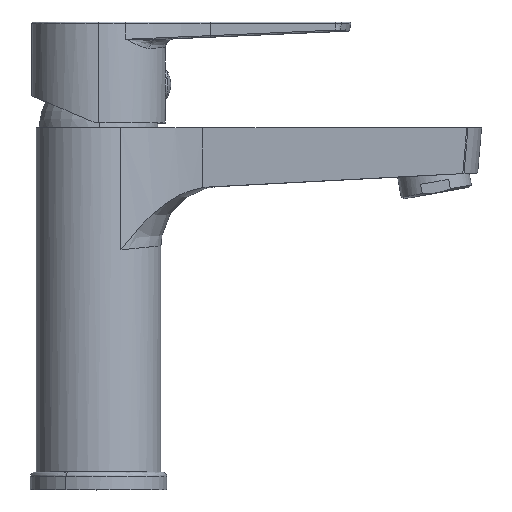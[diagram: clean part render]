
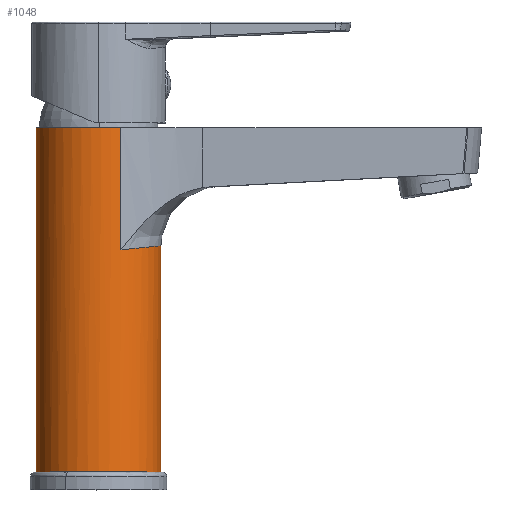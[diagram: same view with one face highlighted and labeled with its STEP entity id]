
A CAD part, top view. The second image highlights one B-rep face of the part: STEP entity #1048.
In plain terms, the highlighted cylindrical face has radius 21 mm (diameter 42 mm), a partial arc.
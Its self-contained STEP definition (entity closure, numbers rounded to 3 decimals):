
#26 = ORIENTED_EDGE ( 'NONE', *, *, #4986, .T. ) ;
#105 = CARTESIAN_POINT ( 'NONE',  ( 17.569, 107.865, 11.505 ) ) ;
#176 = CARTESIAN_POINT ( 'NONE',  ( 13.025, 107.4, 16.473 ) ) ;
#251 = CARTESIAN_POINT ( 'NONE',  ( 7.521, 106.837, 19.607 ) ) ;
#425 = VERTEX_POINT ( 'NONE', #13087 ) ;
#480 = DIRECTION ( 'NONE',  ( -1., 0., 0. ) ) ;
#538 = DIRECTION ( 'NONE',  ( 0., -1., 0. ) ) ;
#621 = VERTEX_POINT ( 'NONE', #5039 ) ;
#910 = CYLINDRICAL_SURFACE ( 'NONE', #13639, 21. ) ;
#1048 = ADVANCED_FACE ( 'NONE', ( #4229 ), #910, .T. ) ;
#1211 = CARTESIAN_POINT ( 'NONE',  ( 20.41, 108.155, 4.952 ) ) ;
#1425 = CARTESIAN_POINT ( 'NONE',  ( 7.521, 148., 19.607 ) ) ;
#1495 = CARTESIAN_POINT ( 'NONE',  ( 17.824, 107.891, 11.11 ) ) ;
#1920 = EDGE_CURVE ( 'NONE', #6825, #621, #7371, .T. ) ;
#2384 = CARTESIAN_POINT ( 'NONE',  ( 13.092, 107.407, 16.419 ) ) ;
#2537 = CARTESIAN_POINT ( 'NONE',  ( 17.314, 107.839, 11.884 ) ) ;
#2605 = CARTESIAN_POINT ( 'NONE',  ( 13.842, 107.483, 15.795 ) ) ;
#2699 = LINE ( 'NONE', #8566, #8874 ) ;
#3094 = EDGE_CURVE ( 'NONE', #621, #425, #12295, .T. ) ;
#3205 = CARTESIAN_POINT ( 'NONE',  ( 21., 108.216, 0. ) ) ;
#3425 = CARTESIAN_POINT ( 'NONE',  ( 21., 108.216, 1.046 ) ) ;
#3431 = VERTEX_POINT ( 'NONE', #4865 ) ;
#3500 = CARTESIAN_POINT ( 'NONE',  ( 19.369, 108.049, 8.182 ) ) ;
#3522 = EDGE_LOOP ( 'NONE', ( #8848, #5730, #12849, #26, #10085, #12924 ) ) ;
#3566 = CARTESIAN_POINT ( 'NONE',  ( 17.343, 107.842, 11.841 ) ) ;
#3710 = CARTESIAN_POINT ( 'NONE',  ( 9.586, 107.048, 18.714 ) ) ;
#3776 = LINE ( 'NONE', #1425, #11384 ) ;
#4073 = AXIS2_PLACEMENT_3D ( 'NONE', #4594, #8116, #11337 ) ;
#4229 = FACE_OUTER_BOUND ( 'NONE', #3522, .T. ) ;
#4303 = CARTESIAN_POINT ( 'NONE',  ( 20.685, 108.184, 3.659 ) ) ;
#4376 = CARTESIAN_POINT ( 'NONE',  ( 20.132, 108.127, 5.975 ) ) ;
#4535 = VERTEX_POINT ( 'NONE', #9780 ) ;
#4588 = CARTESIAN_POINT ( 'NONE',  ( 16.736, 107.78, 12.724 ) ) ;
#4594 = CARTESIAN_POINT ( 'NONE',  ( 0., 32., 0. ) ) ;
#4620 = CARTESIAN_POINT ( 'NONE',  ( 7.521, 106.837, 19.607 ) ) ;
#4731 = CARTESIAN_POINT ( 'NONE',  ( 18.433, 107.953, 10.075 ) ) ;
#4805 = CARTESIAN_POINT ( 'NONE',  ( 14.045, 107.504, 15.615 ) ) ;
#4865 = CARTESIAN_POINT ( 'NONE',  ( 21., 108.216, 0. ) ) ;
#4986 = EDGE_CURVE ( 'NONE', #4535, #6825, #9705, .T. ) ;
#5039 = CARTESIAN_POINT ( 'NONE',  ( -21., 32., 0. ) ) ;
#5280 = CARTESIAN_POINT ( 'NONE',  ( -21., 148., 0. ) ) ;
#5730 = ORIENTED_EDGE ( 'NONE', *, *, #9537, .T. ) ;
#5901 = CARTESIAN_POINT ( 'NONE',  ( 13.011, 107.398, 16.484 ) ) ;
#5971 = CARTESIAN_POINT ( 'NONE',  ( 19.75, 108.088, 7.21 ) ) ;
#6506 = CARTESIAN_POINT ( 'NONE',  ( 20.922, 108.208, 2.096 ) ) ;
#6654 = VECTOR ( 'NONE', #538, 1000. ) ;
#6825 = VERTEX_POINT ( 'NONE', #5280 ) ;
#6861 = CARTESIAN_POINT ( 'NONE',  ( 8.593, 106.946, 19.196 ) ) ;
#7008 = CARTESIAN_POINT ( 'NONE',  ( 17.438, 107.851, 11.702 ) ) ;
#7070 = CARTESIAN_POINT ( 'NONE',  ( 13.53, 107.452, 16.061 ) ) ;
#7214 = DIRECTION ( 'NONE',  ( 0., 1., 0. ) ) ;
#7238 = CARTESIAN_POINT ( 'NONE',  ( 0., 148., 0. ) ) ;
#7371 = LINE ( 'NONE', #10753, #6654 ) ;
#7388 = EDGE_CURVE ( 'NONE', #13155, #4535, #3776, .T. ) ;
#7974 = CARTESIAN_POINT ( 'NONE',  ( 18.682, 107.979, 9.606 ) ) ;
#8041 = CARTESIAN_POINT ( 'NONE',  ( 12.244, 107.32, 17.088 ) ) ;
#8109 = CARTESIAN_POINT ( 'NONE',  ( 15.017, 107.604, 14.689 ) ) ;
#8116 = DIRECTION ( 'NONE',  ( 0., 1., 0. ) ) ;
#8566 = CARTESIAN_POINT ( 'NONE',  ( 21., 148., 0. ) ) ;
#8846 = CARTESIAN_POINT ( 'NONE',  ( 20.094, 108.123, 6.102 ) ) ;
#8848 = ORIENTED_EDGE ( 'NONE', *, *, #12441, .F. ) ;
#8874 = VECTOR ( 'NONE', #10907, 1000. ) ;
#8910 = CARTESIAN_POINT ( 'NONE',  ( 0., 148., 0. ) ) ;
#8940 = B_SPLINE_CURVE_WITH_KNOTS ( 'NONE', 3,
 ( #3205, #3425, #6506, #4303, #12139, #1211, #9938, #14416, #4376, #8846, #13606, #5971, #3500, #7974, #4731, #9058, #1495, #105, #7008, #10306, #3566, #12432, #2537, #4588, #13533, #8109, #11481, #4805, #2605, #7070, #9278, #9133, #2384, #10230, #176, #5901, #13749, #8041, #10380, #3710, #6861, #251 ),
 .UNSPECIFIED., .F., .F.,
 ( 4, 2, 2, 1, 1, 2, 2, 2, 2, 1, 1, 1, 1, 2, 2, 2, 2, 2, 1, 1, 1, 1, 2, 2, 2, 4 ),
 ( 0., 0.125, 0.188, 0.219, 0.234, 0.242, 0.25, 0.375, 0.438, 0.469, 0.484, 0.492, 0.496, 0.498, 0.5, 0.625, 0.688, 0.719, 0.734, 0.742, 0.746, 0.748, 0.749, 0.75, 0.875, 1. ),
 .UNSPECIFIED. ) ;
#9058 = CARTESIAN_POINT ( 'NONE',  ( 18.032, 107.912, 10.767 ) ) ;
#9133 = CARTESIAN_POINT ( 'NONE',  ( 13.186, 107.416, 16.344 ) ) ;
#9278 = CARTESIAN_POINT ( 'NONE',  ( 13.373, 107.435, 16.192 ) ) ;
#9537 = EDGE_CURVE ( 'NONE', #3431, #13155, #8940, .T. ) ;
#9705 = CIRCLE ( 'NONE', #13447, 21. ) ;
#9780 = CARTESIAN_POINT ( 'NONE',  ( 7.521, 148., 19.607 ) ) ;
#9938 = CARTESIAN_POINT ( 'NONE',  ( 20.314, 108.146, 5.337 ) ) ;
#10085 = ORIENTED_EDGE ( 'NONE', *, *, #1920, .T. ) ;
#10230 = CARTESIAN_POINT ( 'NONE',  ( 13.045, 107.402, 16.457 ) ) ;
#10306 = CARTESIAN_POINT ( 'NONE',  ( 17.372, 107.845, 11.799 ) ) ;
#10380 = CARTESIAN_POINT ( 'NONE',  ( 11.412, 107.235, 17.66 ) ) ;
#10546 = DIRECTION ( 'NONE',  ( 0., -1., 0. ) ) ;
#10753 = CARTESIAN_POINT ( 'NONE',  ( -21., 148., 0. ) ) ;
#10907 = DIRECTION ( 'NONE',  ( 0., -1., 0. ) ) ;
#11337 = DIRECTION ( 'NONE',  ( -1., 0., 0. ) ) ;
#11384 = VECTOR ( 'NONE', #7214, 1000. ) ;
#11481 = CARTESIAN_POINT ( 'NONE',  ( 14.639, 107.565, 15.066 ) ) ;
#12139 = CARTESIAN_POINT ( 'NONE',  ( 20.587, 108.174, 4.178 ) ) ;
#12295 = CIRCLE ( 'NONE', #4073, 21. ) ;
#12432 = CARTESIAN_POINT ( 'NONE',  ( 17.324, 107.84, 11.869 ) ) ;
#12441 = EDGE_CURVE ( 'NONE', #3431, #425, #2699, .T. ) ;
#12849 = ORIENTED_EDGE ( 'NONE', *, *, #7388, .T. ) ;
#12924 = ORIENTED_EDGE ( 'NONE', *, *, #3094, .T. ) ;
#13087 = CARTESIAN_POINT ( 'NONE',  ( 21., 32., 0. ) ) ;
#13155 = VERTEX_POINT ( 'NONE', #4620 ) ;
#13166 = DIRECTION ( 'NONE',  ( -1., 0., 0. ) ) ;
#13447 = AXIS2_PLACEMENT_3D ( 'NONE', #7238, #10546, #480 ) ;
#13454 = DIRECTION ( 'NONE',  ( 0., -1., 0. ) ) ;
#13533 = CARTESIAN_POINT ( 'NONE',  ( 16.094, 107.714, 13.531 ) ) ;
#13606 = CARTESIAN_POINT ( 'NONE',  ( 20.074, 108.121, 6.167 ) ) ;
#13639 = AXIS2_PLACEMENT_3D ( 'NONE', #8910, #13454, #13166 ) ;
#13749 = CARTESIAN_POINT ( 'NONE',  ( 13.004, 107.398, 16.49 ) ) ;
#14416 = CARTESIAN_POINT ( 'NONE',  ( 20.189, 108.133, 5.784 ) ) ;
